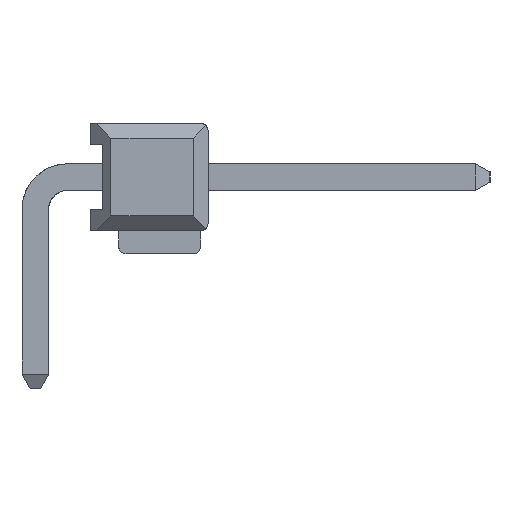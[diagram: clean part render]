
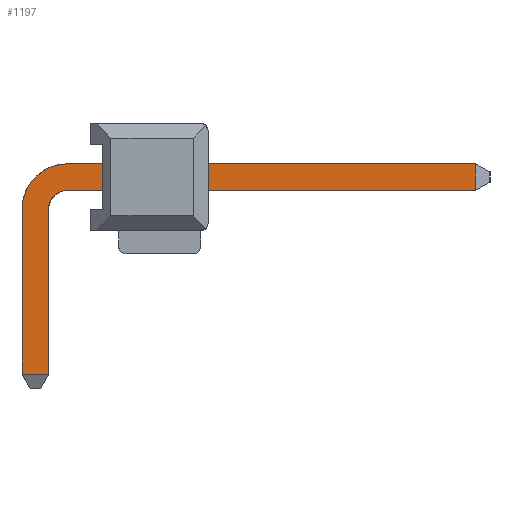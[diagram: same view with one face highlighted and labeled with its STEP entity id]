
A CAD part, left-side view. The second image highlights one B-rep face of the part: STEP entity #1197.
In plain terms, the highlighted planar face has unit normal (-1, -0.003, 0).
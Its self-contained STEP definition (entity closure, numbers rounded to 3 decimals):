
#1197=ADVANCED_FACE('',(#1872),#23114,.T.);
#1872=FACE_OUTER_BOUND('',#2575,.T.);
#2575=EDGE_LOOP('',(#5819,#5820,#5821,#5822));
#5819=ORIENTED_EDGE('',*,*,#16648,.T.);
#5820=ORIENTED_EDGE('',*,*,#16649,.T.);
#5821=ORIENTED_EDGE('',*,*,#16650,.T.);
#5822=ORIENTED_EDGE('',*,*,#16651,.T.);
#6485=(
BOUNDED_CURVE()
B_SPLINE_CURVE(2,(#39669,#39670,#39671),.UNSPECIFIED.,.F.,.F.)
B_SPLINE_CURVE_WITH_KNOTS((3,3),(-31.5,-30.87),
 .UNSPECIFIED.)
CURVE()
GEOMETRIC_REPRESENTATION_ITEM()
RATIONAL_B_SPLINE_CURVE((1.,1.,1.))
REPRESENTATION_ITEM('')
);
#6486=(
BOUNDED_CURVE()
B_SPLINE_CURVE(2,(#39672,#39673,#39674),.UNSPECIFIED.,.F.,.F.)
B_SPLINE_CURVE_WITH_KNOTS((3,3),(-31.5,-30.87),
 .UNSPECIFIED.)
CURVE()
GEOMETRIC_REPRESENTATION_ITEM()
RATIONAL_B_SPLINE_CURVE((1.,1.,1.))
REPRESENTATION_ITEM('')
);
#6487=(
BOUNDED_CURVE()
B_SPLINE_CURVE(2,(#39675,#39676,#39677,#39678,#39679,#39680,#39681),
 .UNSPECIFIED.,.F.,.F.)
B_SPLINE_CURVE_WITH_KNOTS((3,2,2,3),(-30.87,-23.432,
-21.728,-18.725),.UNSPECIFIED.)
CURVE()
GEOMETRIC_REPRESENTATION_ITEM()
RATIONAL_B_SPLINE_CURVE((1.,1.,1.,0.707,1.,1.,1.))
REPRESENTATION_ITEM('')
);
#6488=(
BOUNDED_CURVE()
B_SPLINE_CURVE(2,(#39682,#39683,#39684,#39685,#39686,#39687,#39688),
 .UNSPECIFIED.,.F.,.F.)
B_SPLINE_CURVE_WITH_KNOTS((3,2,2,3),(-30.87,-23.432,
-21.728,-18.725),.UNSPECIFIED.)
CURVE()
GEOMETRIC_REPRESENTATION_ITEM()
RATIONAL_B_SPLINE_CURVE((1.,1.,1.,0.707,1.,1.,1.))
REPRESENTATION_ITEM('')
);
#6489=(
BOUNDED_CURVE()
B_SPLINE_CURVE(2,(#39689,#39690,#39691),.UNSPECIFIED.,.F.,.F.)
B_SPLINE_CURVE_WITH_KNOTS((3,3),(-18.725,-18.095),
 .UNSPECIFIED.)
CURVE()
GEOMETRIC_REPRESENTATION_ITEM()
RATIONAL_B_SPLINE_CURVE((1.,1.,1.))
REPRESENTATION_ITEM('')
);
#6490=(
BOUNDED_CURVE()
B_SPLINE_CURVE(2,(#39692,#39693,#39694),.UNSPECIFIED.,.F.,.F.)
B_SPLINE_CURVE_WITH_KNOTS((3,3),(-18.725,-18.095),
 .UNSPECIFIED.)
CURVE()
GEOMETRIC_REPRESENTATION_ITEM()
RATIONAL_B_SPLINE_CURVE((1.,1.,1.))
REPRESENTATION_ITEM('')
);
#6491=(
BOUNDED_CURVE()
B_SPLINE_CURVE(2,(#39695,#39696,#39697,#39698,#39699,#39700,#39701),
 .UNSPECIFIED.,.F.,.F.)
B_SPLINE_CURVE_WITH_KNOTS((3,2,2,3),(-18.095,-15.093,
-14.378,-6.94),.UNSPECIFIED.)
CURVE()
GEOMETRIC_REPRESENTATION_ITEM()
RATIONAL_B_SPLINE_CURVE((1.,1.,1.,0.707,1.,1.,1.))
REPRESENTATION_ITEM('')
);
#6492=(
BOUNDED_CURVE()
B_SPLINE_CURVE(2,(#39702,#39703,#39704,#39705,#39706,#39707,#39708),
 .UNSPECIFIED.,.F.,.F.)
B_SPLINE_CURVE_WITH_KNOTS((3,2,2,3),(-18.095,-15.093,
-14.378,-6.94),.UNSPECIFIED.)
CURVE()
GEOMETRIC_REPRESENTATION_ITEM()
RATIONAL_B_SPLINE_CURVE((1.,1.,1.,0.707,1.,1.,1.))
REPRESENTATION_ITEM('')
);
#9727=PCURVE('',#23114,#13117);
#9728=PCURVE('',#23114,#13118);
#9729=PCURVE('',#23114,#13119);
#9730=PCURVE('',#23114,#13120);
#13117=DEFINITIONAL_REPRESENTATION('',(#6486),#40579);
#13118=DEFINITIONAL_REPRESENTATION('',(#6488),#40579);
#13119=DEFINITIONAL_REPRESENTATION('',(#6490),#40579);
#13120=DEFINITIONAL_REPRESENTATION('',(#6492),#40579);
#14925=SURFACE_CURVE('',#6485,(#9727),.PCURVE_S1.);
#14926=SURFACE_CURVE('',#6487,(#9728),.PCURVE_S1.);
#14927=SURFACE_CURVE('',#6489,(#9729),.PCURVE_S1.);
#14928=SURFACE_CURVE('',#6491,(#9730),.PCURVE_S1.);
#16648=EDGE_CURVE('',#22399,#22402,#14925,.T.);
#16649=EDGE_CURVE('',#22402,#22401,#14926,.T.);
#16650=EDGE_CURVE('',#22401,#22400,#14927,.T.);
#16651=EDGE_CURVE('',#22400,#22399,#14928,.T.);
#22399=VERTEX_POINT('',#39665);
#22400=VERTEX_POINT('',#39666);
#22401=VERTEX_POINT('',#39667);
#22402=VERTEX_POINT('',#39668);
#23114=PLANE('',#23719);
#23719=AXIS2_PLACEMENT_3D('',#39664,#24309,$);
#24309=DIRECTION('',(-1.,-0.003,0.));
#39664=CARTESIAN_POINT('',(-0.316,0.422,-2.91));
#39665=CARTESIAN_POINT('',(-0.288,-10.456,1.505));
#39666=CARTESIAN_POINT('',(-0.315,-0.316,-2.86));
#39667=CARTESIAN_POINT('',(-0.316,0.314,-2.86));
#39668=CARTESIAN_POINT('',(-0.288,-10.456,2.135));
#39669=CARTESIAN_POINT('',(-0.288,-10.456,1.505));
#39670=CARTESIAN_POINT('',(-0.288,-10.456,1.82));
#39671=CARTESIAN_POINT('',(-0.288,-10.456,2.135));
#39672=CARTESIAN_POINT('',(0.,0.));
#39673=CARTESIAN_POINT('',(0.,0.315));
#39674=CARTESIAN_POINT('',(0.,0.63));
#39675=CARTESIAN_POINT('',(-0.288,-10.456,2.135));
#39676=CARTESIAN_POINT('',(-0.3,-5.614,2.135));
#39677=CARTESIAN_POINT('',(-0.313,-0.771,2.135));
#39678=CARTESIAN_POINT('',(-0.316,0.314,2.135));
#39679=CARTESIAN_POINT('',(-0.316,0.314,1.05));
#39680=CARTESIAN_POINT('',(-0.316,0.314,-0.905));
#39681=CARTESIAN_POINT('',(-0.316,0.314,-2.86));
#39682=CARTESIAN_POINT('',(0.,0.63));
#39683=CARTESIAN_POINT('',(-4.843,0.63));
#39684=CARTESIAN_POINT('',(-9.686,0.63));
#39685=CARTESIAN_POINT('',(-10.771,0.63));
#39686=CARTESIAN_POINT('',(-10.771,-0.455));
#39687=CARTESIAN_POINT('',(-10.771,-2.41));
#39688=CARTESIAN_POINT('',(-10.771,-4.365));
#39689=CARTESIAN_POINT('',(-0.316,0.314,-2.86));
#39690=CARTESIAN_POINT('',(-0.315,-0.001,-2.86));
#39691=CARTESIAN_POINT('',(-0.315,-0.316,-2.86));
#39692=CARTESIAN_POINT('',(-10.771,-4.365));
#39693=CARTESIAN_POINT('',(-10.456,-4.365));
#39694=CARTESIAN_POINT('',(-10.141,-4.365));
#39695=CARTESIAN_POINT('',(-0.315,-0.316,-2.86));
#39696=CARTESIAN_POINT('',(-0.314,-0.316,-0.905));
#39697=CARTESIAN_POINT('',(-0.314,-0.316,1.05));
#39698=CARTESIAN_POINT('',(-0.314,-0.316,1.505));
#39699=CARTESIAN_POINT('',(-0.313,-0.771,1.505));
#39700=CARTESIAN_POINT('',(-0.3,-5.614,1.505));
#39701=CARTESIAN_POINT('',(-0.288,-10.456,1.505));
#39702=CARTESIAN_POINT('',(-10.141,-4.365));
#39703=CARTESIAN_POINT('',(-10.141,-2.41));
#39704=CARTESIAN_POINT('',(-10.141,-0.455));
#39705=CARTESIAN_POINT('',(-10.141,0.));
#39706=CARTESIAN_POINT('',(-9.686,0.));
#39707=CARTESIAN_POINT('',(-4.843,0.));
#39708=CARTESIAN_POINT('',(0.,0.));
#40579=(
GEOMETRIC_REPRESENTATION_CONTEXT(2)
PARAMETRIC_REPRESENTATION_CONTEXT()
REPRESENTATION_CONTEXT('pspace','')
);
